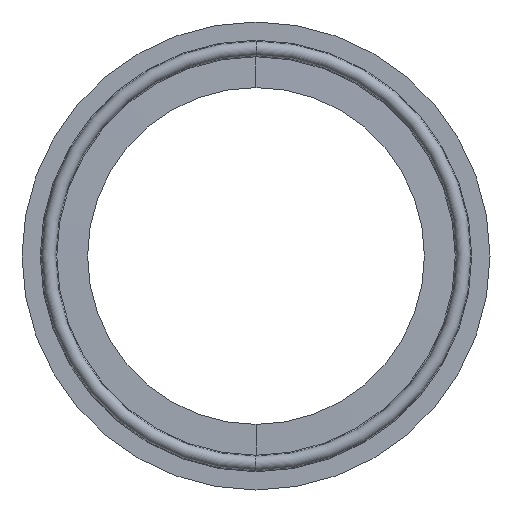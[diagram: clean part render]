
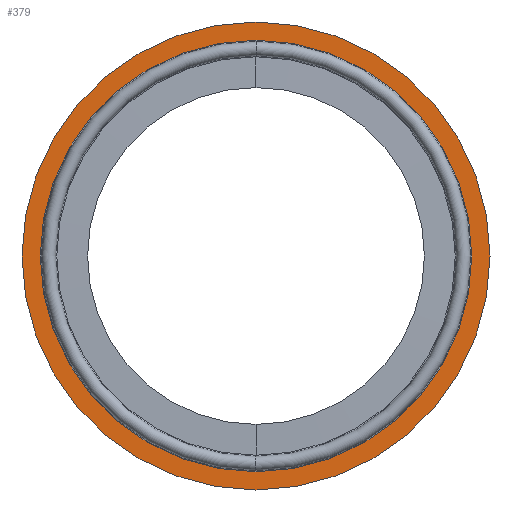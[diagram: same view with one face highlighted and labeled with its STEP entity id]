
A CAD part, left-side view. The second image highlights one B-rep face of the part: STEP entity #379.
In plain terms, the highlighted planar face has unit normal (-1, 0, 0).
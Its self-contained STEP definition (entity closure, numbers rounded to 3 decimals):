
#10 = AXIS2_PLACEMENT_3D ( 'NONE', #326, #892, #601 ) ;
#11 = FACE_BOUND ( 'NONE', #38, .T. ) ;
#38 = EDGE_LOOP ( 'NONE', ( #418, #89 ) ) ;
#39 = CIRCLE ( 'NONE', #291, 39.75 ) ;
#89 = ORIENTED_EDGE ( 'NONE', *, *, #803, .T. ) ;
#141 = CARTESIAN_POINT ( 'NONE',  ( -0.9, 0., 36.65 ) ) ;
#203 = DIRECTION ( 'NONE',  ( 1., 0., 0. ) ) ;
#213 = DIRECTION ( 'NONE',  ( 0., 0., -1. ) ) ;
#234 = CARTESIAN_POINT ( 'NONE',  ( -0.9, 0., -36.65 ) ) ;
#237 = EDGE_CURVE ( 'NONE', #787, #747, #39, .T. ) ;
#248 = AXIS2_PLACEMENT_3D ( 'NONE', #838, #485, #420 ) ;
#250 = DIRECTION ( 'NONE',  ( -1., 0., 0. ) ) ;
#268 = PLANE ( 'NONE',  #868 ) ;
#291 = AXIS2_PLACEMENT_3D ( 'NONE', #680, #250, #466 ) ;
#326 = CARTESIAN_POINT ( 'NONE',  ( -0.9, 0., 0. ) ) ;
#348 = AXIS2_PLACEMENT_3D ( 'NONE', #840, #203, #489 ) ;
#352 = CARTESIAN_POINT ( 'NONE',  ( -0.9, 0., -39.75 ) ) ;
#358 = EDGE_CURVE ( 'NONE', #568, #773, #748, .T. ) ;
#376 = ORIENTED_EDGE ( 'NONE', *, *, #630, .T. ) ;
#379 = ADVANCED_FACE ( 'NONE', ( #11, #468 ), #268, .F. ) ;
#418 = ORIENTED_EDGE ( 'NONE', *, *, #358, .T. ) ;
#420 = DIRECTION ( 'NONE',  ( 0., 0., -1. ) ) ;
#424 = CARTESIAN_POINT ( 'NONE',  ( -0.9, 36.45, 0. ) ) ;
#466 = DIRECTION ( 'NONE',  ( 0., 0., 1. ) ) ;
#468 = FACE_OUTER_BOUND ( 'NONE', #854, .T. ) ;
#480 = ORIENTED_EDGE ( 'NONE', *, *, #237, .T. ) ;
#485 = DIRECTION ( 'NONE',  ( 1., 0., 0. ) ) ;
#489 = DIRECTION ( 'NONE',  ( 0., 0., -1. ) ) ;
#568 = VERTEX_POINT ( 'NONE', #234 ) ;
#601 = DIRECTION ( 'NONE',  ( 0., 0., 1. ) ) ;
#630 = EDGE_CURVE ( 'NONE', #747, #787, #733, .T. ) ;
#638 = CIRCLE ( 'NONE', #248, 36.65 ) ;
#680 = CARTESIAN_POINT ( 'NONE',  ( -0.9, 0., 0. ) ) ;
#733 = CIRCLE ( 'NONE', #10, 39.75 ) ;
#747 = VERTEX_POINT ( 'NONE', #759 ) ;
#748 = CIRCLE ( 'NONE', #348, 36.65 ) ;
#759 = CARTESIAN_POINT ( 'NONE',  ( -0.9, 0., 39.75 ) ) ;
#773 = VERTEX_POINT ( 'NONE', #141 ) ;
#787 = VERTEX_POINT ( 'NONE', #352 ) ;
#803 = EDGE_CURVE ( 'NONE', #773, #568, #638, .T. ) ;
#838 = CARTESIAN_POINT ( 'NONE',  ( -0.9, 0., 0. ) ) ;
#840 = CARTESIAN_POINT ( 'NONE',  ( -0.9, 0., 0. ) ) ;
#852 = DIRECTION ( 'NONE',  ( 1., 0., 0. ) ) ;
#854 = EDGE_LOOP ( 'NONE', ( #376, #480 ) ) ;
#868 = AXIS2_PLACEMENT_3D ( 'NONE', #424, #852, #213 ) ;
#892 = DIRECTION ( 'NONE',  ( -1., 0., 0. ) ) ;
